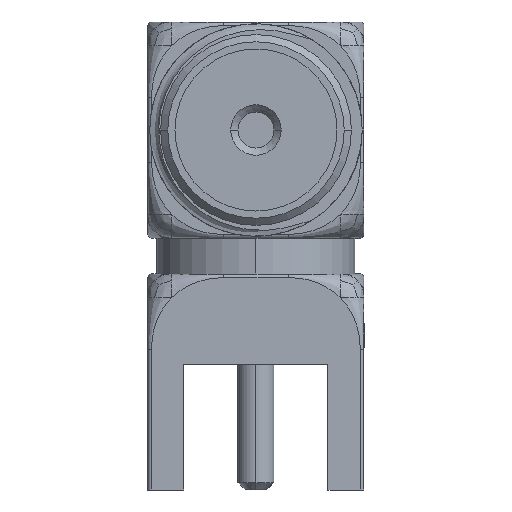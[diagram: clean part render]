
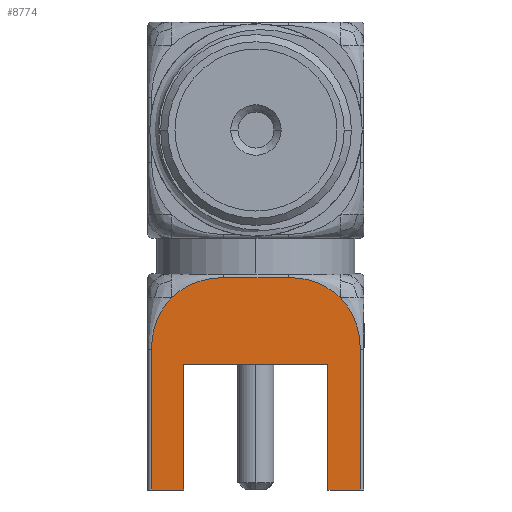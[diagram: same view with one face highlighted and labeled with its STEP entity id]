
A CAD part, front view. The second image highlights one B-rep face of the part: STEP entity #8774.
In plain terms, the highlighted planar face has unit normal (0, -1, 0).
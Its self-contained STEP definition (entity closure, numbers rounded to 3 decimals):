
#327 = B_SPLINE_CURVE_WITH_KNOTS ( 'NONE', 3,
 ( #28902, #13819, #2752, #14387, #18300, #12060, #9730, #18597, #20948 ),
 .UNSPECIFIED., .F., .F.,
 ( 4, 1, 2, 2, 4 ),
 ( 0., 0.25, 0.375, 0.5, 1. ),
 .UNSPECIFIED. ) ;
#421 = CARTESIAN_POINT ( 'NONE',  ( -3., 3.5, -0.5 ) ) ;
#557 = VECTOR ( 'NONE', #24103, 1000. ) ;
#739 = CARTESIAN_POINT ( 'NONE',  ( -2., 3.5, -0.5 ) ) ;
#1645 = CARTESIAN_POINT ( 'NONE',  ( 2.835, 3.5, 3.952 ) ) ;
#2159 = LINE ( 'NONE', #11198, #11310 ) ;
#2353 = CARTESIAN_POINT ( 'NONE',  ( -2.851, 3.5, 3.958 ) ) ;
#2504 = ORIENTED_EDGE ( 'NONE', *, *, #25501, .T. ) ;
#2539 = CARTESIAN_POINT ( 'NONE',  ( -2.339, 3.5, 4.839 ) ) ;
#2752 = CARTESIAN_POINT ( 'NONE',  ( 2.103, 3.5, 5.048 ) ) ;
#2785 = CARTESIAN_POINT ( 'NONE',  ( -0.9, 3.5, 5.4 ) ) ;
#2998 = LINE ( 'NONE', #11877, #12985 ) ;
#3746 = CARTESIAN_POINT ( 'NONE',  ( 2., 3.5, -21.985 ) ) ;
#4073 = VERTEX_POINT ( 'NONE', #12071 ) ;
#4363 = CARTESIAN_POINT ( 'NONE',  ( 2., 3.5, 3. ) ) ;
#4441 = CARTESIAN_POINT ( 'NONE',  ( -3., 3.5, -21.985 ) ) ;
#4743 = ORIENTED_EDGE ( 'NONE', *, *, #24412, .F. ) ;
#4835 = VECTOR ( 'NONE', #18184, 1000. ) ;
#4877 = CARTESIAN_POINT ( 'NONE',  ( -3., 3.5, -0.5 ) ) ;
#4987 = ORIENTED_EDGE ( 'NONE', *, *, #22141, .T. ) ;
#5837 = CARTESIAN_POINT ( 'NONE',  ( -1.646, 3.5, 5.276 ) ) ;
#6106 = VECTOR ( 'NONE', #14050, 1000. ) ;
#6137 = B_SPLINE_CURVE_WITH_KNOTS ( 'NONE', 3,
 ( #25999, #28337, #14470, #1645, #7905, #25710, #12860, #27755, #14893 ),
 .UNSPECIFIED., .F., .F.,
 ( 4, 1, 2, 2, 4 ),
 ( 0., 0.25, 0.375, 0.5, 1. ),
 .UNSPECIFIED. ) ;
#6417 = CARTESIAN_POINT ( 'NONE',  ( -2.702, 3.5, 4.326 ) ) ;
#6478 = PLANE ( 'NONE',  #27787 ) ;
#7269 = CARTESIAN_POINT ( 'NONE',  ( -1.044, 3.5, 5.4 ) ) ;
#7383 = CARTESIAN_POINT ( 'NONE',  ( -2.9, 3.5, -21.985 ) ) ;
#7905 = CARTESIAN_POINT ( 'NONE',  ( 2.798, 3.5, 4.081 ) ) ;
#8577 = DIRECTION ( 'NONE',  ( -1., 0., 0. ) ) ;
#8774 = ADVANCED_FACE ( 'NONE', ( #8815 ), #6478, .F. ) ;
#8815 = FACE_OUTER_BOUND ( 'NONE', #20048, .T. ) ;
#8909 = CARTESIAN_POINT ( 'NONE',  ( -2.429, 3.5, 4.75 ) ) ;
#9235 = DIRECTION ( 'NONE',  ( -1., 0., 0. ) ) ;
#9620 = CARTESIAN_POINT ( 'NONE',  ( -1.581, 3.5, 5.298 ) ) ;
#9730 = CARTESIAN_POINT ( 'NONE',  ( 1.458, 3.5, 5.351 ) ) ;
#9918 = VERTEX_POINT ( 'NONE', #11266 ) ;
#9921 = CARTESIAN_POINT ( 'NONE',  ( -2.16, 3.5, 5.019 ) ) ;
#10193 = ORIENTED_EDGE ( 'NONE', *, *, #21324, .T. ) ;
#10250 = DIRECTION ( 'NONE',  ( 0., 0., 1. ) ) ;
#10622 = B_SPLINE_CURVE_WITH_KNOTS ( 'NONE', 3,
 ( #2785, #7269, #16179, #22903, #9620, #5837, #16744, #9921, #27867 ),
 .UNSPECIFIED., .F., .F.,
 ( 4, 1, 2, 2, 4 ),
 ( 0., 0.25, 0.375, 0.5, 1. ),
 .UNSPECIFIED. ) ;
#10710 = VERTEX_POINT ( 'NONE', #28386 ) ;
#11198 = CARTESIAN_POINT ( 'NONE',  ( -3., 3.5, 5.4 ) ) ;
#11266 = CARTESIAN_POINT ( 'NONE',  ( -2., 3.5, 3. ) ) ;
#11310 = VECTOR ( 'NONE', #8577, 1000. ) ;
#11877 = CARTESIAN_POINT ( 'NONE',  ( -3., 3.5, 3. ) ) ;
#11941 = VERTEX_POINT ( 'NONE', #739 ) ;
#12060 = CARTESIAN_POINT ( 'NONE',  ( 1.769, 3.5, 5.228 ) ) ;
#12071 = CARTESIAN_POINT ( 'NONE',  ( 2.9, 3.5, 3.4 ) ) ;
#12440 = ORIENTED_EDGE ( 'NONE', *, *, #14966, .T. ) ;
#12495 = CARTESIAN_POINT ( 'NONE',  ( 2.339, 3.5, 4.839 ) ) ;
#12785 = LINE ( 'NONE', #3746, #20663 ) ;
#12860 = CARTESIAN_POINT ( 'NONE',  ( 2.656, 3.5, 4.449 ) ) ;
#12985 = VECTOR ( 'NONE', #20758, 1000. ) ;
#13150 = CARTESIAN_POINT ( 'NONE',  ( -2.9, 3.5, 3.689 ) ) ;
#13573 = CARTESIAN_POINT ( 'NONE',  ( -2.9, 3.5, 3.4 ) ) ;
#13819 = CARTESIAN_POINT ( 'NONE',  ( 2.25, 3.5, 4.929 ) ) ;
#13908 = LINE ( 'NONE', #4877, #6106 ) ;
#14050 = DIRECTION ( 'NONE',  ( -1., 0., 0. ) ) ;
#14387 = CARTESIAN_POINT ( 'NONE',  ( 1.939, 3.5, 5.143 ) ) ;
#14470 = CARTESIAN_POINT ( 'NONE',  ( 2.882, 3.5, 3.754 ) ) ;
#14687 = ORIENTED_EDGE ( 'NONE', *, *, #20191, .T. ) ;
#14893 = CARTESIAN_POINT ( 'NONE',  ( 2.339, 3.5, 4.839 ) ) ;
#14955 = DIRECTION ( 'NONE',  ( 0., 0., -1. ) ) ;
#14966 = EDGE_CURVE ( 'NONE', #9918, #18923, #2998, .T. ) ;
#15023 = CARTESIAN_POINT ( 'NONE',  ( 2.9, 3.5, -0.5 ) ) ;
#15457 = CARTESIAN_POINT ( 'NONE',  ( -2.548, 3.5, 4.603 ) ) ;
#15560 = VERTEX_POINT ( 'NONE', #15960 ) ;
#15825 = VECTOR ( 'NONE', #10250, 1000. ) ;
#15960 = CARTESIAN_POINT ( 'NONE',  ( 0.9, 3.5, 5.4 ) ) ;
#16026 = VERTEX_POINT ( 'NONE', #2539 ) ;
#16166 = LINE ( 'NONE', #421, #4835 ) ;
#16179 = CARTESIAN_POINT ( 'NONE',  ( -1.254, 3.5, 5.382 ) ) ;
#16248 = CARTESIAN_POINT ( 'NONE',  ( -2.9, 3.5, 3.4 ) ) ;
#16262 = EDGE_CURVE ( 'NONE', #19971, #16026, #10622, .T. ) ;
#16309 = ORIENTED_EDGE ( 'NONE', *, *, #23894, .T. ) ;
#16599 = ORIENTED_EDGE ( 'NONE', *, *, #22144, .T. ) ;
#16744 = CARTESIAN_POINT ( 'NONE',  ( -1.949, 3.5, 5.156 ) ) ;
#16766 = EDGE_CURVE ( 'NONE', #4073, #28444, #6137, .T. ) ;
#17218 = LINE ( 'NONE', #21326, #15825 ) ;
#17905 = CARTESIAN_POINT ( 'NONE',  ( -2.339, 3.5, 4.839 ) ) ;
#18076 = ORIENTED_EDGE ( 'NONE', *, *, #26826, .T. ) ;
#18105 = DIRECTION ( 'NONE',  ( 0., 1., 0. ) ) ;
#18184 = DIRECTION ( 'NONE',  ( -1., 0., 0. ) ) ;
#18300 = CARTESIAN_POINT ( 'NONE',  ( 1.826, 3.5, 5.202 ) ) ;
#18597 = CARTESIAN_POINT ( 'NONE',  ( 1.189, 3.5, 5.4 ) ) ;
#18621 = VERTEX_POINT ( 'NONE', #16248 ) ;
#18923 = VERTEX_POINT ( 'NONE', #4363 ) ;
#19543 = ORIENTED_EDGE ( 'NONE', *, *, #16766, .T. ) ;
#19968 = VERTEX_POINT ( 'NONE', #15023 ) ;
#19971 = VERTEX_POINT ( 'NONE', #23924 ) ;
#20048 = EDGE_LOOP ( 'NONE', ( #12440, #10193, #22218, #16309, #19543, #16599, #14687, #20951, #18076, #4987, #4743, #2504 ) ) ;
#20125 = CARTESIAN_POINT ( 'NONE',  ( -2.728, 3.5, 4.269 ) ) ;
#20191 = EDGE_CURVE ( 'NONE', #15560, #19971, #2159, .T. ) ;
#20474 = VECTOR ( 'NONE', #24500, 1000. ) ;
#20663 = VECTOR ( 'NONE', #14955, 1000. ) ;
#20758 = DIRECTION ( 'NONE',  ( 1., 0., 0. ) ) ;
#20948 = CARTESIAN_POINT ( 'NONE',  ( 0.9, 3.5, 5.4 ) ) ;
#20951 = ORIENTED_EDGE ( 'NONE', *, *, #16262, .T. ) ;
#21324 = EDGE_CURVE ( 'NONE', #18923, #10710, #12785, .T. ) ;
#21326 = CARTESIAN_POINT ( 'NONE',  ( 2.9, 3.5, -21.985 ) ) ;
#22141 = EDGE_CURVE ( 'NONE', #18621, #28506, #27395, .T. ) ;
#22144 = EDGE_CURVE ( 'NONE', #28444, #15560, #327, .T. ) ;
#22218 = ORIENTED_EDGE ( 'NONE', *, *, #28808, .F. ) ;
#22903 = CARTESIAN_POINT ( 'NONE',  ( -1.452, 3.5, 5.335 ) ) ;
#23713 = B_SPLINE_CURVE_WITH_KNOTS ( 'NONE', 3,
 ( #17905, #8909, #15457, #24208, #6417, #20125, #2353, #13150, #13573 ),
 .UNSPECIFIED., .F., .F.,
 ( 4, 1, 2, 2, 4 ),
 ( 0., 0.25, 0.375, 0.5, 1. ),
 .UNSPECIFIED. ) ;
#23894 = EDGE_CURVE ( 'NONE', #19968, #4073, #17218, .T. ) ;
#23924 = CARTESIAN_POINT ( 'NONE',  ( -0.9, 3.5, 5.4 ) ) ;
#23992 = CARTESIAN_POINT ( 'NONE',  ( -2.9, 3.5, -0.5 ) ) ;
#24103 = DIRECTION ( 'NONE',  ( 0., 0., 1. ) ) ;
#24208 = CARTESIAN_POINT ( 'NONE',  ( -2.643, 3.5, 4.439 ) ) ;
#24412 = EDGE_CURVE ( 'NONE', #11941, #28506, #13908, .T. ) ;
#24500 = DIRECTION ( 'NONE',  ( 0., 0., -1. ) ) ;
#25501 = EDGE_CURVE ( 'NONE', #11941, #9918, #26291, .T. ) ;
#25710 = CARTESIAN_POINT ( 'NONE',  ( 2.776, 3.5, 4.146 ) ) ;
#25999 = CARTESIAN_POINT ( 'NONE',  ( 2.9, 3.5, 3.4 ) ) ;
#26291 = LINE ( 'NONE', #28494, #557 ) ;
#26826 = EDGE_CURVE ( 'NONE', #16026, #18621, #23713, .T. ) ;
#27395 = LINE ( 'NONE', #7383, #20474 ) ;
#27755 = CARTESIAN_POINT ( 'NONE',  ( 2.519, 3.5, 4.66 ) ) ;
#27787 = AXIS2_PLACEMENT_3D ( 'NONE', #4441, #18105, #9235 ) ;
#27867 = CARTESIAN_POINT ( 'NONE',  ( -2.339, 3.5, 4.839 ) ) ;
#28337 = CARTESIAN_POINT ( 'NONE',  ( 2.9, 3.5, 3.544 ) ) ;
#28386 = CARTESIAN_POINT ( 'NONE',  ( 2., 3.5, -0.5 ) ) ;
#28444 = VERTEX_POINT ( 'NONE', #12495 ) ;
#28494 = CARTESIAN_POINT ( 'NONE',  ( -2., 3.5, -21.985 ) ) ;
#28506 = VERTEX_POINT ( 'NONE', #23992 ) ;
#28808 = EDGE_CURVE ( 'NONE', #19968, #10710, #16166, .T. ) ;
#28902 = CARTESIAN_POINT ( 'NONE',  ( 2.339, 3.5, 4.839 ) ) ;
